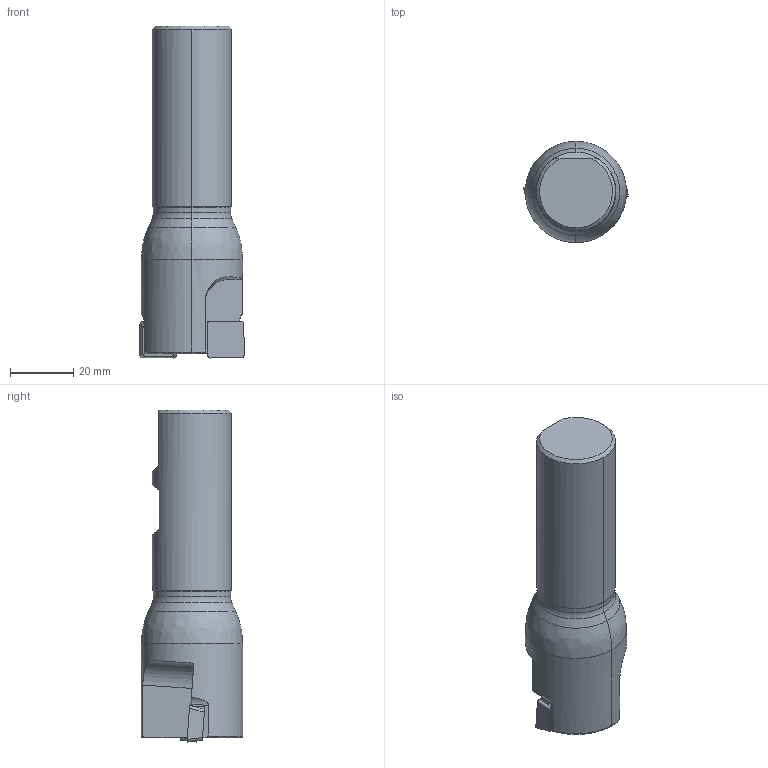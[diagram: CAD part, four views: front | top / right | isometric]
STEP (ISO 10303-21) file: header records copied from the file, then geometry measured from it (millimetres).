
FILE_DESCRIPTION((''),'2;1');
FILE_NAME('15C1G033049W5R01_','2018-03-08T',('zimmermann'),(''),'CREO PARAMETRIC BY PTC INC, 2017020','CREO PARAMETRIC BY PTC INC, 2017020','');
FILE_SCHEMA(('AUTOMOTIVE_DESIGN { 1 0 10303 214 1 1 1 1 }'));
Length unit declared in the file: millimetre
Products named in the file (3): NOCUT; CUT; 15C1G033049W5R01_
Assembly tree (3 placements, depth 2):
  15C1G033049W5R01_
    NOCUT
    CUT  x2
Bounding box: 32.91 x 32 x 104.99 mm (x, y, z)
Volume: 56130.3 mm3; surface area: 11299.2 mm2
Topology: 3 solids, 3 shells, 62 faces, 156 edges, 100 vertices
Faces by surface type: plane 33, cylinder 18, cone 5, torus 4, bspline 2
Entity records: 2729 total; most frequent: CARTESIAN_POINT 552, ORIENTED_EDGE 264, DIRECTION 263, PRESENTATION_STYLE_ASSIGNMENT 147, STYLED_ITEM 147, CURVE_STYLE 145, EDGE_CURVE 132, AXIS2_PLACEMENT_3D 94
